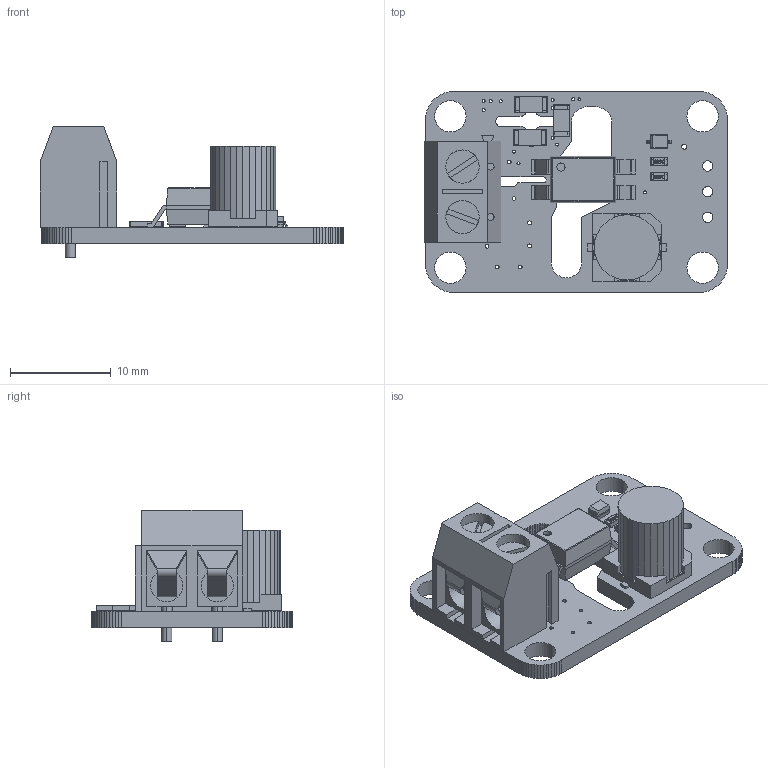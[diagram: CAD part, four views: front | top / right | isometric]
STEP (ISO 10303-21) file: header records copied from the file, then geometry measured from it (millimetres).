
FILE_DESCRIPTION(('PCB Model'),'2;1');
FILE_NAME('Phase Detection.STEP', '2021-09-22T09:10:32',('pritesh'),('Unspecified'), 'Open CASCADE STEP processor 6.8','Proteus','Unknown');
FILE_SCHEMA(('AUTOMOTIVE_DESIGN { 1 0 10303 214 1 1 1 1 }'));
Length unit declared in the file: millimetre
Products named in the file (46): Open CASCADE STEP translator 6.8 7; Layer_1; U10; Open CASCADE STEP translator 6.8 7.2.1; Body_1; =>[0:1:1:2]; =>[0:1:1:3]; SOLID; J9; Open CASCADE STEP translator 6.8 7.3.1; C12; Open CASCADE STEP translator 6.8 7.4.1; =>[0:1:1:4]; =>[0:1:1:5]; D12; Open CASCADE STEP translator 6.8 7.5.1; R29; Open CASCADE STEP translator 6.8 7.6.1; =>[0:1:1:6]; R37; Open CASCADE STEP translator 6.8 7.7.1; R21; Open CASCADE STEP translator 6.8 7.8.1; R40; Open CASCADE STEP translator 6.8 7.9.1; R41; Open CASCADE STEP translator 6.8 7.10.1
Assembly tree (48 placements, depth 6):
  Open CASCADE STEP translator 6.8 7
    Layer_1
    U10
      Open CASCADE STEP translator 6.8 7.2.1
        Body_1
          =>[0:1:1:2]
          =>[0:1:1:3]
            SOLID
            SOLID
            SOLID
            SOLID
    J9
      Open CASCADE STEP translator 6.8 7.3.1
        Body_1
    C12
      Open CASCADE STEP translator 6.8 7.4.1
        Body_1
          =>[0:1:1:3]
          =>[0:1:1:4]
          =>[0:1:1:5]
    D12
      Open CASCADE STEP translator 6.8 7.5.1
        Body_1
          =>[0:1:1:2]
          =>[0:1:1:3]
          =>[0:1:1:4]
    R29
      Open CASCADE STEP translator 6.8 7.6.1
        Body_1
          =>[0:1:1:3]
          =>[0:1:1:4]
          =>[0:1:1:5]
          =>[0:1:1:6]
    R37
      Open CASCADE STEP translator 6.8 7.7.1
        Body_1
          =>[0:1:1:3]
          =>[0:1:1:4]
          =>[0:1:1:5]
          =>[0:1:1:6]
    R21
      Open CASCADE STEP translator 6.8 7.8.1
        Body_1
          =>[0:1:1:3]
          =>[0:1:1:4]
          =>[0:1:1:5]
          =>[0:1:1:6]
    R40
      Open CASCADE STEP translator 6.8 7.9.1
        Body_1
          =>[0:1:1:3]
          =>[0:1:1:4]
          =>[0:1:1:5]
          =>[0:1:1:6]
    R41
      Open CASCADE STEP translator 6.8 7.10.1
        Body_1
          =>[0:1:1:3]
          =>[0:1:1:4]
          =>[0:1:1:5]
Bounding box: 30.1 x 20 x 13 mm (x, y, z)
Volume: 1727.4 mm3; surface area: 2798.1 mm2
Topology: 33 solids, 33 shells, 999 faces, 2657 edges, 1746 vertices
Faces by surface type: plane 793, cylinder 124, bspline 82
Entity records: 31100 total; most frequent: CARTESIAN_POINT 7515, ORIENTED_EDGE 4456, DIRECTION 4020, EDGE_CURVE 2228, LINE 1858, VECTOR 1858, VERTEX_POINT 1460, AXIS2_PLACEMENT_3D 1081
